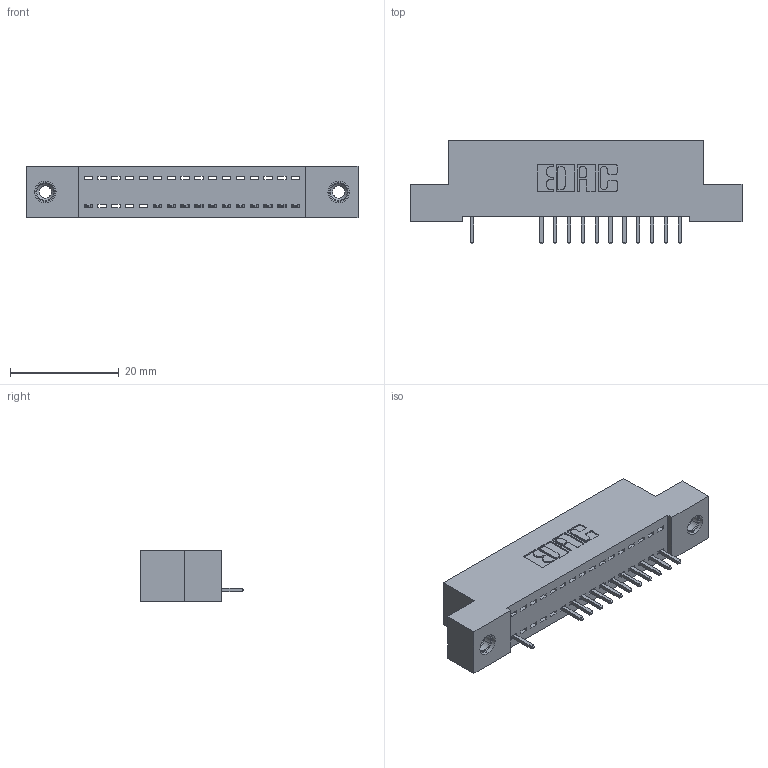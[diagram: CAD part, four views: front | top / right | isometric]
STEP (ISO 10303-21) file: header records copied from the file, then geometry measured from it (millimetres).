
FILE_DESCRIPTION (( 'STEP AP203' ), '1' );
FILE_NAME ('392-016-521-108.STEP', '2018-08-15T01:29:42', ( '' ), ( '' ), 'SwSTEP 2.0', 'SolidWorks 2016', '' );
FILE_SCHEMA (( 'CONFIG_CONTROL_DESIGN' ));
Length unit declared in the file: inch
Products named in the file (4): 342 Part_TI; 345-292-001_345-293-121; 345-250-001_345-250-003-102; 392-016-521-108
Assembly tree (15 placements, depth 2):
  392-016-521-108
    342 Part_TI
    345-292-001_345-293-121  x12
    345-250-001_345-250-003-102  x2
Bounding box: 60.96 x 19.06 x 9.4 mm (x, y, z)
Volume: 5163.6 mm3; surface area: 6746.8 mm2
Topology: 15 solids, 15 shells, 914 faces, 2715 edges, 1786 vertices
Faces by surface type: plane 650, cylinder 248, cone 12, torus 4
Entity records: 14088 total; most frequent: CARTESIAN_POINT 2433, ORIENTED_EDGE 2382, DIRECTION 2133, EDGE_CURVE 1191, VECTOR 1043, LINE 1043, VERTEX_POINT 788, AXIS2_PLACEMENT_3D 545
